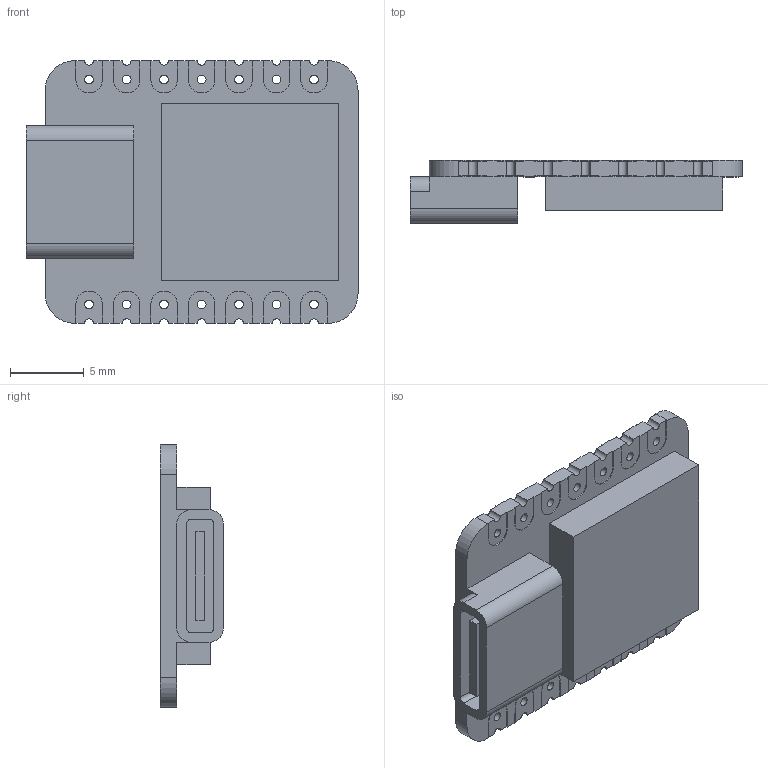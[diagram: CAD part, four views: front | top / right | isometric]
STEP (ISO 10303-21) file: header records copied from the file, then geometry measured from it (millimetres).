
FILE_DESCRIPTION(/* description */ (''),/* implementation_level */ '2;1');
FILE_NAME(/* name */ 'Seeeduino Xiao.step',/* time_stamp */ '2020-12-05T17:57:07+00:00',/* author */ (''),/* organization */ (''),/* preprocessor_version */ 'ST-DEVELOPER v18.1',/* originating_system */ 'Autodesk Translation Framework v9.3.0.1241',/* authorisation */ '');
FILE_SCHEMA (('AUTOMOTIVE_DESIGN { 1 0 10303 214 3 1 1 }'));
Length unit declared in the file: millimetre
Products named in the file (1): Seeeduino Xiao
Bounding box: 22.5 x 4.27 x 17.8 mm (x, y, z)
Volume: 881.6 mm3; surface area: 1237.8 mm2
Topology: 1 solids, 1 shells, 193 faces, 564 edges, 376 vertices
Faces by surface type: plane 125, cylinder 68
Full cylindrical faces by diameter (mm): 0.6 x14
Entity records: 6569 total; most frequent: CARTESIAN_POINT 1134, ORIENTED_EDGE 1128, DIRECTION 1088, EDGE_CURVE 564, LINE 428, VECTOR 428, VERTEX_POINT 376, AXIS2_PLACEMENT_3D 330
